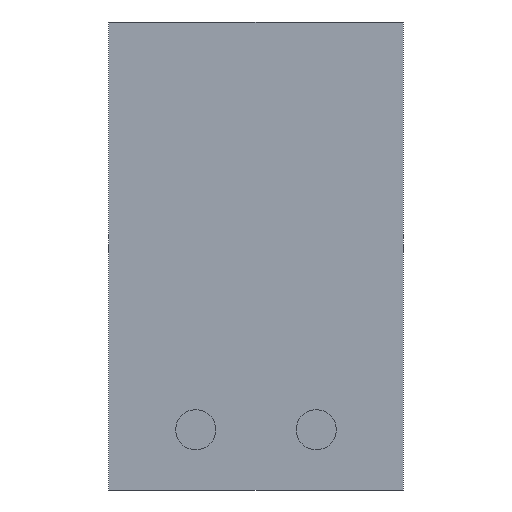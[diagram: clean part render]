
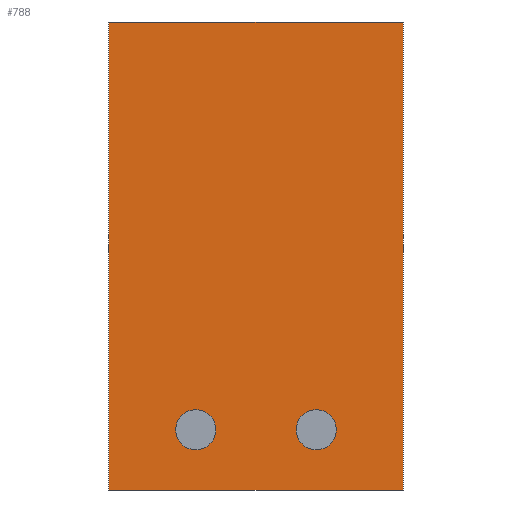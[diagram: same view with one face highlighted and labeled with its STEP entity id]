
A CAD part, front view. The second image highlights one B-rep face of the part: STEP entity #788.
In plain terms, the highlighted planar face has unit normal (0, -1, 0).
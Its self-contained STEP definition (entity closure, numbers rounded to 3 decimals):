
#21=FACE_BOUND('',#166,.T.);
#22=FACE_BOUND('',#167,.T.);
#65=PLANE('',#851);
#113=FACE_OUTER_BOUND('',#165,.T.);
#165=EDGE_LOOP('',(#736,#737,#738,#739));
#166=EDGE_LOOP('',(#740));
#167=EDGE_LOOP('',(#741));
#254=LINE('',#1243,#352);
#258=LINE('',#1251,#356);
#261=LINE('',#1257,#359);
#264=LINE('',#1262,#362);
#352=VECTOR('',#1028,10.);
#356=VECTOR('',#1034,10.);
#359=VECTOR('',#1039,10.);
#362=VECTOR('',#1044,10.);
#365=CIRCLE('',#805,1.5);
#367=CIRCLE('',#809,1.5);
#369=VERTEX_POINT('',#1054);
#371=VERTEX_POINT('',#1061);
#428=VERTEX_POINT('',#1241);
#429=VERTEX_POINT('',#1242);
#432=VERTEX_POINT('',#1250);
#434=VERTEX_POINT('',#1256);
#438=EDGE_CURVE('',#369,#369,#365,.T.);
#441=EDGE_CURVE('',#371,#371,#367,.T.);
#526=EDGE_CURVE('',#428,#429,#254,.T.);
#530=EDGE_CURVE('',#429,#432,#258,.T.);
#533=EDGE_CURVE('',#432,#434,#261,.T.);
#536=EDGE_CURVE('',#434,#428,#264,.T.);
#736=ORIENTED_EDGE('',*,*,#536,.T.);
#737=ORIENTED_EDGE('',*,*,#526,.T.);
#738=ORIENTED_EDGE('',*,*,#530,.T.);
#739=ORIENTED_EDGE('',*,*,#533,.T.);
#740=ORIENTED_EDGE('',*,*,#438,.T.);
#741=ORIENTED_EDGE('',*,*,#441,.T.);
#788=ADVANCED_FACE('',(#113,#21,#22),#65,.F.);
#805=AXIS2_PLACEMENT_3D('',#1056,#859,#860);
#809=AXIS2_PLACEMENT_3D('',#1063,#868,#869);
#851=AXIS2_PLACEMENT_3D('',#1265,#1048,#1049);
#859=DIRECTION('center_axis',(0.,1.,0.));
#860=DIRECTION('ref_axis',(1.,0.,0.));
#868=DIRECTION('center_axis',(0.,1.,0.));
#869=DIRECTION('ref_axis',(1.,0.,0.));
#1028=DIRECTION('',(0.,0.,-1.));
#1034=DIRECTION('',(1.,0.,0.));
#1039=DIRECTION('',(0.,0.,1.));
#1044=DIRECTION('',(-1.,0.,0.));
#1048=DIRECTION('center_axis',(0.,1.,0.));
#1049=DIRECTION('ref_axis',(1.,0.,0.));
#1054=CARTESIAN_POINT('',(-6.,0.,-13.));
#1056=CARTESIAN_POINT('Origin',(-4.5,0.,-13.));
#1061=CARTESIAN_POINT('',(3.,0.,-13.));
#1063=CARTESIAN_POINT('Origin',(4.5,0.,-13.));
#1241=CARTESIAN_POINT('',(-11.,0.,17.5));
#1242=CARTESIAN_POINT('',(-11.,0.,-17.5));
#1243=CARTESIAN_POINT('',(-11.,0.,17.5));
#1250=CARTESIAN_POINT('',(11.,0.,-17.5));
#1251=CARTESIAN_POINT('',(-11.,0.,-17.5));
#1256=CARTESIAN_POINT('',(11.,0.,17.5));
#1257=CARTESIAN_POINT('',(11.,0.,-17.5));
#1262=CARTESIAN_POINT('',(11.,0.,17.5));
#1265=CARTESIAN_POINT('Origin',(0.,0.,0.));
